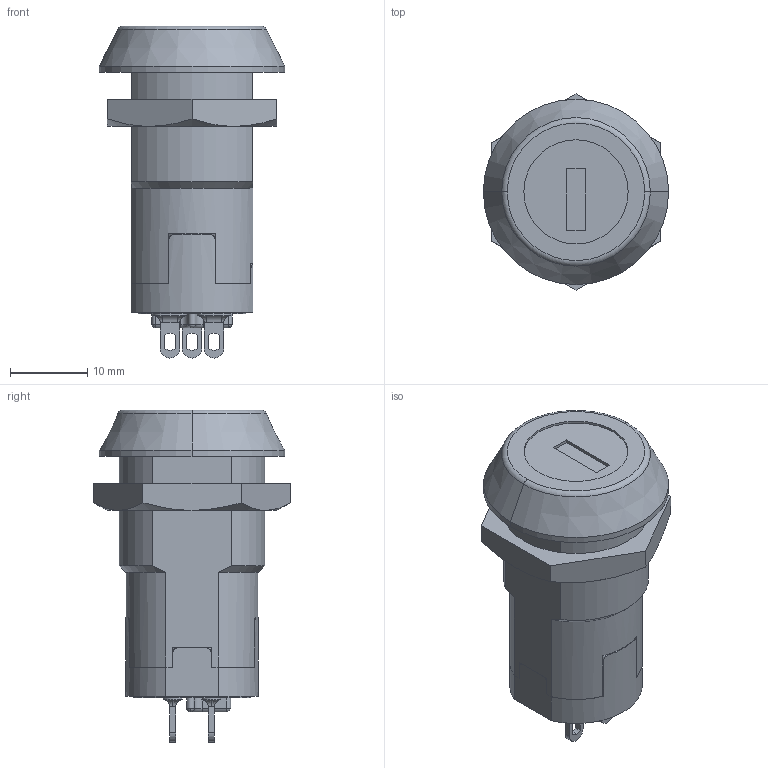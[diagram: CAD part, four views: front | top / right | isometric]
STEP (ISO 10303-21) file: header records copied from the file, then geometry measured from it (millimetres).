
FILE_DESCRIPTION (( 'STEP AP203' ), '1' );
FILE_NAME ('S-43-90-BC-1.STEP', '2020-12-03T07:54:59', ( '' ), ( '' ), 'SwSTEP 2.0', 'SolidWorks 2018', '' );
FILE_SCHEMA (( 'CONFIG_CONTROL_DESIGN' ));
Length unit declared in the file: millimetre
Products named in the file (7): S-43-90-BC-1_キャップ_; S-43-90-BC-1_六角ナット_; S-43-90-BC-1; S-43-90-BC-1_カバー_; S-43-90-BC-1_ローター_; S-43-90-BC-1_ハウジング_; S-43-90-BC-1_スイッチ_
Assembly tree (6 placements, depth 2):
  S-43-90-BC-1
    S-43-90-BC-1_ハウジング_
    S-43-90-BC-1_ローター_
    S-43-90-BC-1_スイッチ_
    S-43-90-BC-1_キャップ_
    S-43-90-BC-1_カバー_
    S-43-90-BC-1_六角ナット_
Bounding box: 24 x 25.4 x 43 mm (x, y, z)
Volume: 8968.2 mm3; surface area: 9143 mm2
Topology: 6 solids, 6 shells, 286 faces, 754 edges, 485 vertices
Faces by surface type: plane 133, cylinder 103, bspline 24, cone 18, sphere 4, torus 4
Entity records: 10322 total; most frequent: CARTESIAN_POINT 2513, ORIENTED_EDGE 1496, DIRECTION 1491, EDGE_CURVE 748, AXIS2_PLACEMENT_3D 558, VERTEX_POINT 484, LINE 375, VECTOR 375
